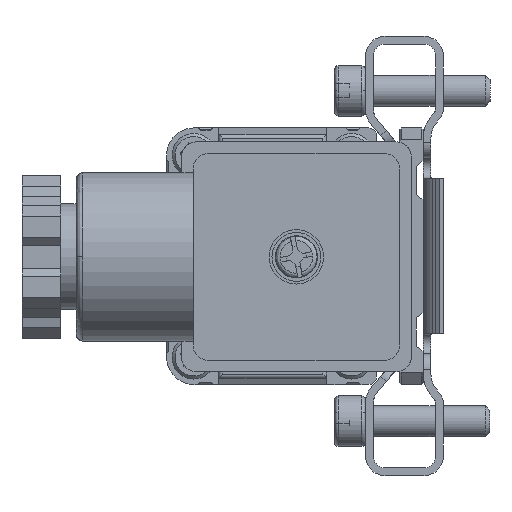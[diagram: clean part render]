
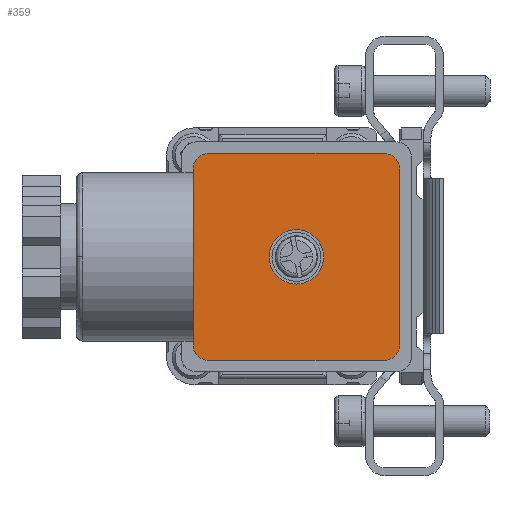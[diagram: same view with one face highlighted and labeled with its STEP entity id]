
A CAD part, left-side view. The second image highlights one B-rep face of the part: STEP entity #359.
In plain terms, the highlighted planar face has unit normal (-1, 0, 0).
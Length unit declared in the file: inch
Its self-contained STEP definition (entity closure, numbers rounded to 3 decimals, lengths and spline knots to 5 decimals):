
#359 = ADVANCED_FACE ( 'NONE', ( #1109, #27391 ), #27540, .F. ) ;
#411 = CARTESIAN_POINT ( 'NONE',  ( -1.07087, 1.08661, 1.17007 ) ) ;
#747 = CARTESIAN_POINT ( 'NONE',  ( -1.07087, 1.08661, 1.17007 ) ) ;
#1000 = EDGE_CURVE ( 'NONE', #17730, #11311, #11354, .T. ) ;
#1097 = DIRECTION ( 'NONE',  ( 0., -1., 0. ) ) ;
#1109 = FACE_BOUND ( 'NONE', #25554, .T. ) ;
#1120 = ORIENTED_EDGE ( 'NONE', *, *, #1000, .F. ) ;
#1843 = LINE ( 'NONE', #30174, #18005 ) ;
#1884 = EDGE_CURVE ( 'NONE', #18207, #11311, #8185, .T. ) ;
#2286 = ORIENTED_EDGE ( 'NONE', *, *, #13588, .F. ) ;
#4484 = DIRECTION ( 'NONE',  ( 0., 0., 1. ) ) ;
#4917 = CARTESIAN_POINT ( 'NONE',  ( -1.07087, 0.50394, 0.64645 ) ) ;
#5540 = CARTESIAN_POINT ( 'NONE',  ( -1.07087, 0.19685, 1.17007 ) ) ;
#5968 = DIRECTION ( 'NONE',  ( 1., 0., 0. ) ) ;
#6318 = DIRECTION ( 'NONE',  ( 1., 0., 0. ) ) ;
#6363 = CARTESIAN_POINT ( 'NONE',  ( -1.07087, 1.08661, 0.12282 ) ) ;
#6573 = AXIS2_PLACEMENT_3D ( 'NONE', #29185, #27868, #27417 ) ;
#6764 = ORIENTED_EDGE ( 'NONE', *, *, #1884, .T. ) ;
#8185 = LINE ( 'NONE', #747, #8924 ) ;
#8525 = DIRECTION ( 'NONE',  ( 1., 0., 0. ) ) ;
#8785 = DIRECTION ( 'NONE',  ( 0., 1., 0. ) ) ;
#8924 = VECTOR ( 'NONE', #21780, 39.37008 ) ;
#8939 = CARTESIAN_POINT ( 'NONE',  ( -1.07087, 1.08661, 0.20156 ) ) ;
#9303 = EDGE_CURVE ( 'NONE', #17730, #11183, #11178, .T. ) ;
#9321 = DIRECTION ( 'NONE',  ( 0., 0., -1. ) ) ;
#9638 = EDGE_CURVE ( 'NONE', #25089, #24929, #1843, .T. ) ;
#10391 = LINE ( 'NONE', #22728, #14832 ) ;
#11041 = CIRCLE ( 'NONE', #6573, 0.07874 ) ;
#11178 = LINE ( 'NONE', #30060, #25409 ) ;
#11183 = VERTEX_POINT ( 'NONE', #23311 ) ;
#11267 = VERTEX_POINT ( 'NONE', #20993 ) ;
#11311 = VERTEX_POINT ( 'NONE', #411 ) ;
#11354 = CIRCLE ( 'NONE', #18249, 0.07874 ) ;
#11403 = ORIENTED_EDGE ( 'NONE', *, *, #15447, .F. ) ;
#11695 = CARTESIAN_POINT ( 'NONE',  ( -1.07087, 0.11811, 1.09133 ) ) ;
#12093 = DIRECTION ( 'NONE',  ( -1., 0., 0. ) ) ;
#12496 = ORIENTED_EDGE ( 'NONE', *, *, #29135, .F. ) ;
#13455 = EDGE_CURVE ( 'NONE', #25089, #11267, #11041, .T. ) ;
#13485 = AXIS2_PLACEMENT_3D ( 'NONE', #14401, #12093, #20889 ) ;
#13588 = EDGE_CURVE ( 'NONE', #28744, #28744, #15469, .T. ) ;
#14401 = CARTESIAN_POINT ( 'NONE',  ( -1.07087, 0.64173, 0.64645 ) ) ;
#14748 = AXIS2_PLACEMENT_3D ( 'NONE', #24766, #8525, #18091 ) ;
#14832 = VECTOR ( 'NONE', #1097, 39.37008 ) ;
#15447 = EDGE_CURVE ( 'NONE', #24337, #11183, #19434, .T. ) ;
#15469 = CIRCLE ( 'NONE', #13485, 0.1378 ) ;
#15518 = ORIENTED_EDGE ( 'NONE', *, *, #13455, .F. ) ;
#17730 = VERTEX_POINT ( 'NONE', #18730 ) ;
#18005 = VECTOR ( 'NONE', #4484, 39.37008 ) ;
#18091 = DIRECTION ( 'NONE',  ( 0., 1., 0. ) ) ;
#18144 = DIRECTION ( 'NONE',  ( 0., 1., 0. ) ) ;
#18207 = VERTEX_POINT ( 'NONE', #5540 ) ;
#18249 = AXIS2_PLACEMENT_3D ( 'NONE', #19589, #27017, #22070 ) ;
#18730 = CARTESIAN_POINT ( 'NONE',  ( -1.07087, 1.16535, 1.09133 ) ) ;
#19434 = CIRCLE ( 'NONE', #25353, 0.07874 ) ;
#19589 = CARTESIAN_POINT ( 'NONE',  ( -1.07087, 1.08661, 1.09133 ) ) ;
#20703 = AXIS2_PLACEMENT_3D ( 'NONE', #29938, #5968, #18144 ) ;
#20768 = ORIENTED_EDGE ( 'NONE', *, *, #9303, .T. ) ;
#20889 = DIRECTION ( 'NONE',  ( 0., -1., 0. ) ) ;
#20993 = CARTESIAN_POINT ( 'NONE',  ( -1.07087, 0.19685, 0.12282 ) ) ;
#21041 = EDGE_CURVE ( 'NONE', #24337, #11267, #10391, .T. ) ;
#21780 = DIRECTION ( 'NONE',  ( 0., 1., 0. ) ) ;
#22070 = DIRECTION ( 'NONE',  ( 0., 1., 0. ) ) ;
#22705 = CIRCLE ( 'NONE', #20703, 0.07874 ) ;
#22728 = CARTESIAN_POINT ( 'NONE',  ( -1.07087, 0.19685, 0.12282 ) ) ;
#23311 = CARTESIAN_POINT ( 'NONE',  ( -1.07087, 1.16535, 0.20156 ) ) ;
#24337 = VERTEX_POINT ( 'NONE', #6363 ) ;
#24766 = CARTESIAN_POINT ( 'NONE',  ( -1.07087, 1.16535, 0.12282 ) ) ;
#24929 = VERTEX_POINT ( 'NONE', #11695 ) ;
#25089 = VERTEX_POINT ( 'NONE', #29775 ) ;
#25353 = AXIS2_PLACEMENT_3D ( 'NONE', #8939, #6318, #8785 ) ;
#25409 = VECTOR ( 'NONE', #9321, 39.37008 ) ;
#25554 = EDGE_LOOP ( 'NONE', ( #2286 ) ) ;
#26085 = ORIENTED_EDGE ( 'NONE', *, *, #21041, .T. ) ;
#26450 = EDGE_LOOP ( 'NONE', ( #15518, #28029, #12496, #6764, #1120, #20768, #11403, #26085 ) ) ;
#27017 = DIRECTION ( 'NONE',  ( 1., 0., 0. ) ) ;
#27391 = FACE_OUTER_BOUND ( 'NONE', #26450, .T. ) ;
#27417 = DIRECTION ( 'NONE',  ( 0., 1., 0. ) ) ;
#27540 = PLANE ( 'NONE',  #14748 ) ;
#27868 = DIRECTION ( 'NONE',  ( 1., 0., 0. ) ) ;
#28029 = ORIENTED_EDGE ( 'NONE', *, *, #9638, .T. ) ;
#28744 = VERTEX_POINT ( 'NONE', #4917 ) ;
#29135 = EDGE_CURVE ( 'NONE', #18207, #24929, #22705, .T. ) ;
#29185 = CARTESIAN_POINT ( 'NONE',  ( -1.07087, 0.19685, 0.20156 ) ) ;
#29775 = CARTESIAN_POINT ( 'NONE',  ( -1.07087, 0.11811, 0.20156 ) ) ;
#29938 = CARTESIAN_POINT ( 'NONE',  ( -1.07087, 0.19685, 1.09133 ) ) ;
#30060 = CARTESIAN_POINT ( 'NONE',  ( -1.07087, 1.16535, 1.09133 ) ) ;
#30174 = CARTESIAN_POINT ( 'NONE',  ( -1.07087, 0.11811, 1.09133 ) ) ;
